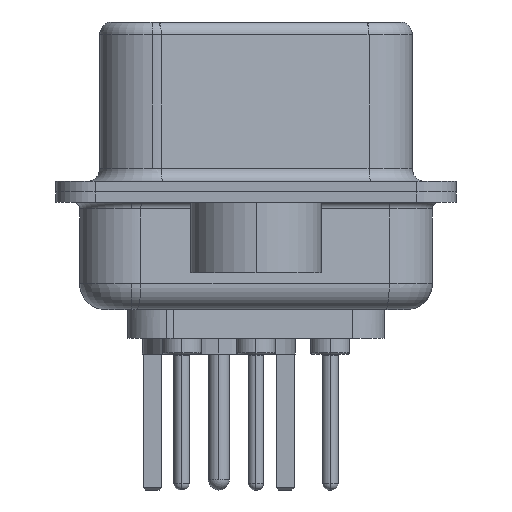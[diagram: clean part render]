
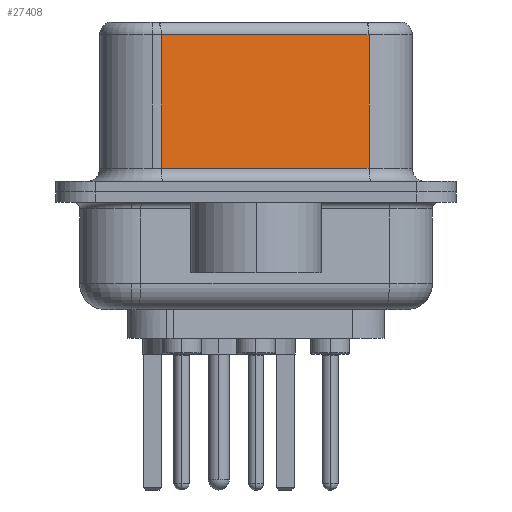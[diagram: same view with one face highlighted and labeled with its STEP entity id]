
A CAD part, left-side view. The second image highlights one B-rep face of the part: STEP entity #27408.
In plain terms, the highlighted planar face has unit normal (-0.985, -0.174, 0).
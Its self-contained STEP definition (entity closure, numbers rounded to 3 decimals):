
#790 = PLANE ( 'NONE',  #13044 ) ;
#2406 = DIRECTION ( 'NONE',  ( -0.174, 0.985, 0. ) ) ;
#2513 = CARTESIAN_POINT ( 'NONE',  ( 5.132, -4.322, 6.02 ) ) ;
#3218 = CARTESIAN_POINT ( 'NONE',  ( 5.132, -4.322, 0.9 ) ) ;
#3329 = DIRECTION ( 'NONE',  ( -0.174, 0.985, 0. ) ) ;
#4065 = DIRECTION ( 'NONE',  ( 0., 0., -1. ) ) ;
#4325 = DIRECTION ( 'NONE',  ( 0.174, -0.985, 0. ) ) ;
#5626 = VERTEX_POINT ( 'NONE', #28134 ) ;
#5838 = VECTOR ( 'NONE', #2406, 1000. ) ;
#8151 = CARTESIAN_POINT ( 'NONE',  ( 5.132, -4.322, 6.52 ) ) ;
#8507 = EDGE_LOOP ( 'NONE', ( #30126, #29368, #12477, #30737 ) ) ;
#8518 = VERTEX_POINT ( 'NONE', #3218 ) ;
#8819 = CARTESIAN_POINT ( 'NONE',  ( 5.132, -4.322, 0.9 ) ) ;
#10066 = EDGE_CURVE ( 'NONE', #13632, #8518, #10503, .T. ) ;
#10503 = LINE ( 'NONE', #8819, #11232 ) ;
#11232 = VECTOR ( 'NONE', #4325, 1000. ) ;
#11422 = VERTEX_POINT ( 'NONE', #27662 ) ;
#12424 = FACE_OUTER_BOUND ( 'NONE', #8507, .T. ) ;
#12477 = ORIENTED_EDGE ( 'NONE', *, *, #22192, .T. ) ;
#13044 = AXIS2_PLACEMENT_3D ( 'NONE', #8151, #17784, #3329 ) ;
#13632 = VERTEX_POINT ( 'NONE', #26611 ) ;
#14094 = VECTOR ( 'NONE', #20887, 1000. ) ;
#15050 = LINE ( 'NONE', #27922, #26967 ) ;
#17784 = DIRECTION ( 'NONE',  ( 0.985, 0.174, 0. ) ) ;
#18523 = CARTESIAN_POINT ( 'NONE',  ( 5.132, -4.322, 6.52 ) ) ;
#18645 = LINE ( 'NONE', #2513, #5838 ) ;
#20887 = DIRECTION ( 'NONE',  ( 0., 0., -1. ) ) ;
#22192 = EDGE_CURVE ( 'NONE', #5626, #13632, #15050, .T. ) ;
#24421 = EDGE_CURVE ( 'NONE', #11422, #8518, #26738, .T. ) ;
#26611 = CARTESIAN_POINT ( 'NONE',  ( 3.73, 3.628, 0.9 ) ) ;
#26738 = LINE ( 'NONE', #18523, #14094 ) ;
#26967 = VECTOR ( 'NONE', #4065, 1000. ) ;
#27408 = ADVANCED_FACE ( 'NONE', ( #12424 ), #790, .F. ) ;
#27662 = CARTESIAN_POINT ( 'NONE',  ( 5.132, -4.322, 6.02 ) ) ;
#27922 = CARTESIAN_POINT ( 'NONE',  ( 3.73, 3.628, 6.52 ) ) ;
#28134 = CARTESIAN_POINT ( 'NONE',  ( 3.73, 3.628, 6.02 ) ) ;
#29368 = ORIENTED_EDGE ( 'NONE', *, *, #30955, .T. ) ;
#30126 = ORIENTED_EDGE ( 'NONE', *, *, #24421, .F. ) ;
#30737 = ORIENTED_EDGE ( 'NONE', *, *, #10066, .T. ) ;
#30955 = EDGE_CURVE ( 'NONE', #11422, #5626, #18645, .T. ) ;
